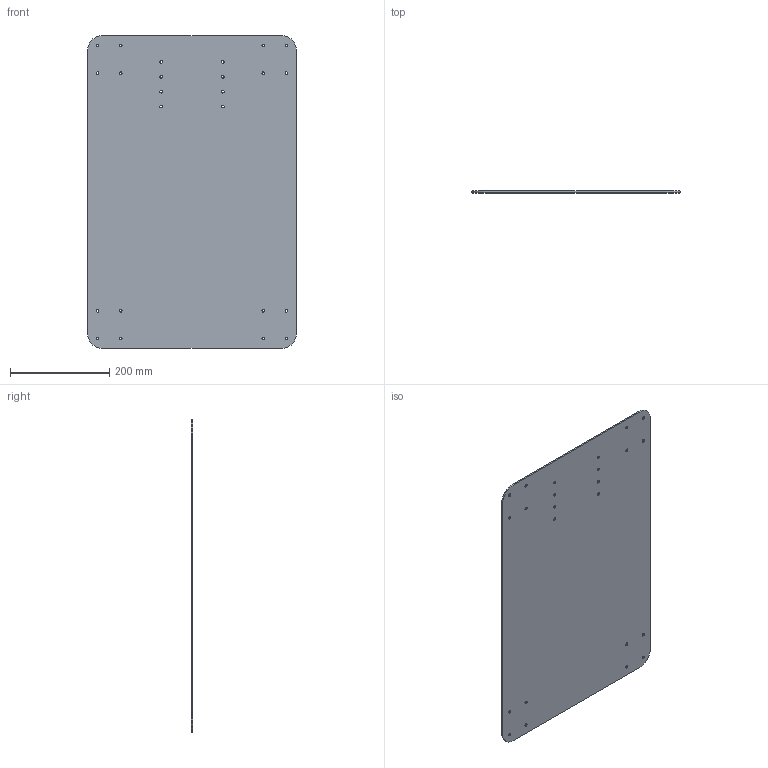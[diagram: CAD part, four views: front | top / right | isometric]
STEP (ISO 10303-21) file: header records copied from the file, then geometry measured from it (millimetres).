
FILE_DESCRIPTION (( 'STEP AP214' ), '1' );
FILE_NAME ('ZTUB_04_PLRE.STEP', '2023-11-14T15:23:14', ( '' ), ( '' ), 'SwSTEP 2.0', 'SolidWorks 2018', '' );
FILE_SCHEMA (( 'AUTOMOTIVE_DESIGN' ));
Length unit declared in the file: millimetre
Products named in the file (1): ZTUB_04_PLRE
Bounding box: 420 x 3 x 630 mm (x, y, z)
Volume: 788695.6 mm3; surface area: 533632.2 mm2
Topology: 1 solids, 1 shells, 90 faces, 232 edges, 144 vertices
Faces by surface type: cylinder 52, cone 32, plane 6
Entity records: 2906 total; most frequent: DIRECTION 550, CARTESIAN_POINT 467, ORIENTED_EDGE 464, EDGE_CURVE 232, AXIS2_PLACEMENT_3D 227, VERTEX_POINT 144, EDGE_LOOP 138, CIRCLE 136
